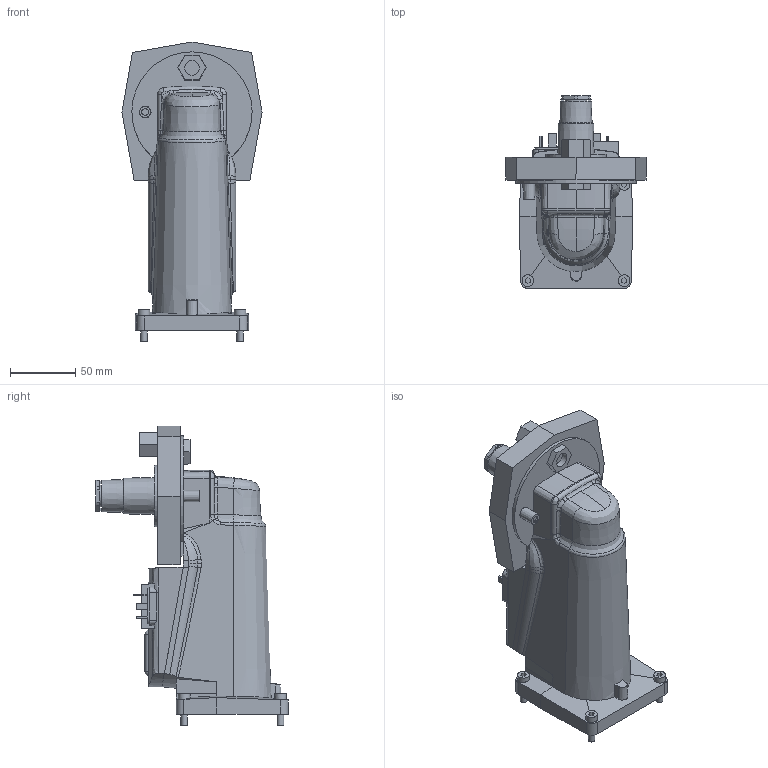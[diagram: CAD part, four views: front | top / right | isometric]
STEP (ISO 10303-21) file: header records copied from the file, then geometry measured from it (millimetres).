
FILE_DESCRIPTION(/* description */ ('Step214-Parts for PM'),/* implementation_level */ '2;1');
FILE_NAME(/* name */ 'SKP25.4....stp',/* time_stamp */ '2016-04-04T13:36:08+02:00',/* author */ ('EMC'),/* organization */ ('Siemens'),/* preprocessor_version */ 'ST-DEVELOPER v15',/* originating_system */ 'SIEMENS PLM Software NX 8.5',/* authorisation */ 'EMC/PM');
FILE_SCHEMA (('AUTOMOTIVE_DESIGN { 1 0 10303 214 3 1 1 1 }'));
Length unit declared in the file: millimetre
Products named in the file (1): Volc1A24560E3lh2
Bounding box: 107.64 x 148.03 x 230.62 mm (x, y, z)
Volume: 1034789.2 mm3; surface area: 94260.9 mm2
Topology: 1 solids, 2 shells, 374 faces, 969 edges, 630 vertices
Faces by surface type: plane 227, cylinder 54, bspline 52, cone 36, torus 3, sphere 2
Full cylindrical faces by diameter (mm): 3.4 x2, 5 x4, 7.5 x2, 9 x5, 11.445 x1, 16.666 x1, 47 x1
Entity records: 13505 total; most frequent: CARTESIAN_POINT 3571, ORIENTED_EDGE 1810, DIRECTION 1638, EDGE_CURVE 905, VERTEX_POINT 611, AXIS2_PLACEMENT_3D 551, LINE 536, VECTOR 536
